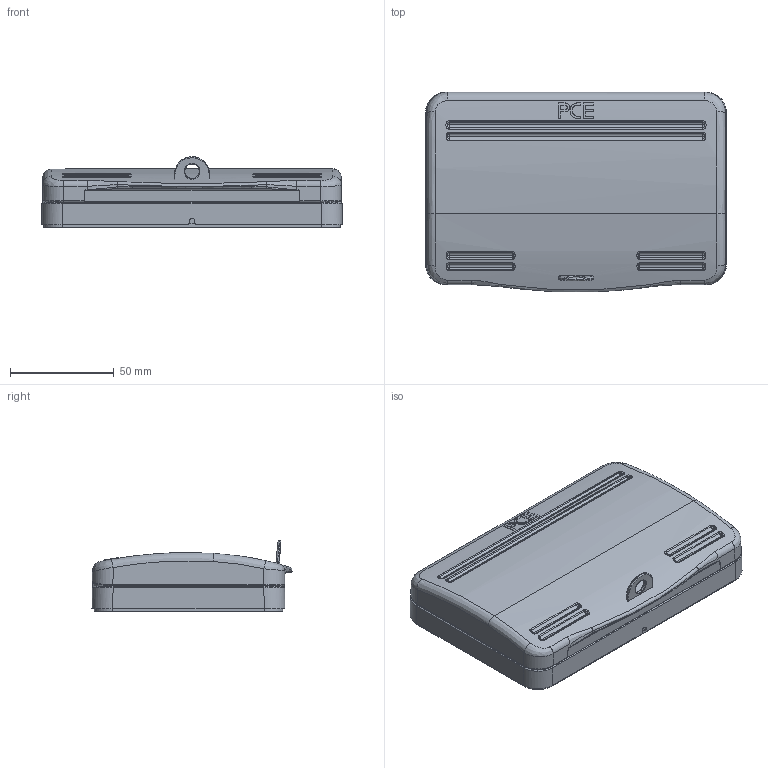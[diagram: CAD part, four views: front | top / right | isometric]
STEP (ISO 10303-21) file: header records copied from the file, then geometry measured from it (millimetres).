
FILE_DESCRIPTION (( 'STEP AP203' ), '1' );
FILE_NAME ('9006507.STEP', '2017-11-23T12:46:39', ( '' ), ( '' ), 'SwSTEP 2.0', 'SolidWorks 2016', '' );
FILE_SCHEMA (( 'CONFIG_CONTROL_DESIGN' ));
Length unit declared in the file: millimetre
Products named in the file (1): 9006507
Bounding box: 145.02 x 96.42 x 34 mm (x, y, z)
Volume: 157137.8 mm3; surface area: 52720.2 mm2
Topology: 1 solids, 8 shells, 554 faces, 1382 edges, 867 vertices
Faces by surface type: bspline 191, plane 166, cylinder 136, cone 61
Entity records: 23666 total; most frequent: CARTESIAN_POINT 11978, ORIENTED_EDGE 2756, DIRECTION 1951, EDGE_CURVE 1378, VERTEX_POINT 867, AXIS2_PLACEMENT_3D 713, EDGE_LOOP 583, ADVANCED_FACE 554
